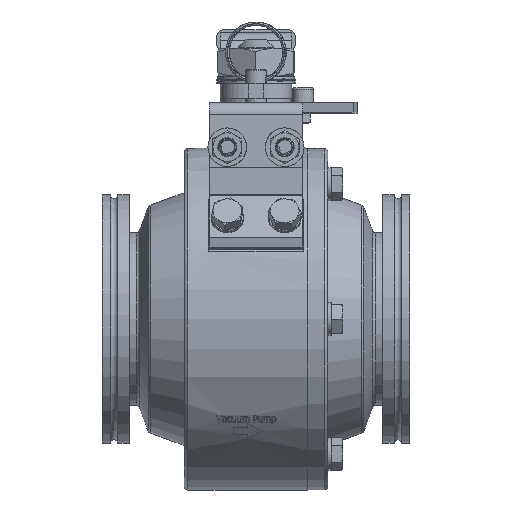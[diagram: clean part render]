
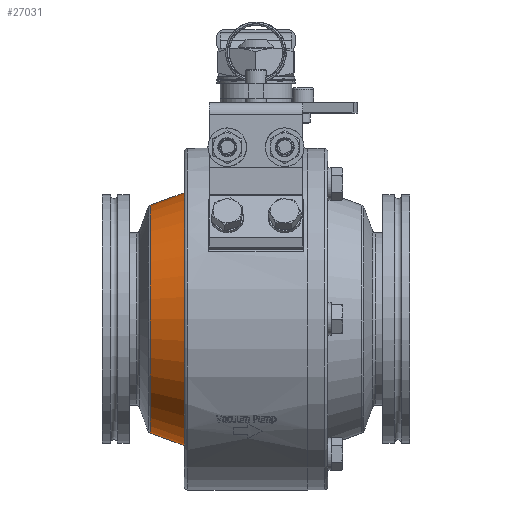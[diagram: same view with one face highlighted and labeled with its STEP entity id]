
A CAD part, top view. The second image highlights one B-rep face of the part: STEP entity #27031.
In plain terms, the highlighted conical face has half-angle 20 degrees and reference radius 53.181 mm.
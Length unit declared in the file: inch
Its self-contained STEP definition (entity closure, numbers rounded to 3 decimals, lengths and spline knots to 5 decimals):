
#737=CONICAL_SURFACE('',#28641,2.09375,0.349);
#2807=FACE_OUTER_BOUND('',#4079,.T.);
#4079=EDGE_LOOP('',(#20180,#20181,#20182,#20183,#20184,#20185,#20186));
#5639=LINE('',#42939,#7833);
#7833=VECTOR('',#31958,2.09375);
#9735=CIRCLE('',#28585,2.20143);
#9736=CIRCLE('',#28586,2.20143);
#9784=CIRCLE('',#28642,1.98607);
#9785=CIRCLE('',#28643,1.98607);
#9786=CIRCLE('',#28644,1.98607);
#11268=VERTEX_POINT('',#41823);
#11269=VERTEX_POINT('',#41824);
#11391=VERTEX_POINT('',#42938);
#11392=VERTEX_POINT('',#42940);
#11393=VERTEX_POINT('',#42942);
#14786=EDGE_CURVE('',#11268,#11269,#9735,.T.);
#14787=EDGE_CURVE('',#11269,#11268,#9736,.T.);
#14973=EDGE_CURVE('',#11269,#11391,#5639,.T.);
#14974=EDGE_CURVE('',#11391,#11392,#9784,.T.);
#14975=EDGE_CURVE('',#11392,#11393,#9785,.T.);
#14976=EDGE_CURVE('',#11393,#11391,#9786,.T.);
#20180=ORIENTED_EDGE('',*,*,#14786,.F.);
#20181=ORIENTED_EDGE('',*,*,#14787,.F.);
#20182=ORIENTED_EDGE('',*,*,#14973,.T.);
#20183=ORIENTED_EDGE('',*,*,#14974,.T.);
#20184=ORIENTED_EDGE('',*,*,#14975,.T.);
#20185=ORIENTED_EDGE('',*,*,#14976,.T.);
#20186=ORIENTED_EDGE('',*,*,#14973,.F.);
#27031=ADVANCED_FACE('',(#2807),#737,.T.);
#28585=AXIS2_PLACEMENT_3D('',#41825,#31798,#31799);
#28586=AXIS2_PLACEMENT_3D('',#41826,#31800,#31801);
#28641=AXIS2_PLACEMENT_3D('',#42937,#31956,#31957);
#28642=AXIS2_PLACEMENT_3D('',#42941,#31959,#31960);
#28643=AXIS2_PLACEMENT_3D('',#42943,#31961,#31962);
#28644=AXIS2_PLACEMENT_3D('',#42944,#31963,#31964);
#31798=DIRECTION('center_axis',(1.,0.,0.));
#31799=DIRECTION('ref_axis',(0.,1.,0.));
#31800=DIRECTION('center_axis',(1.,0.,0.));
#31801=DIRECTION('ref_axis',(0.,1.,0.));
#31956=DIRECTION('center_axis',(1.,0.,0.));
#31957=DIRECTION('ref_axis',(0.,1.,0.));
#31958=DIRECTION('',(-0.94,0.342,0.));
#31959=DIRECTION('center_axis',(1.,0.,0.));
#31960=DIRECTION('ref_axis',(0.,1.,0.));
#31961=DIRECTION('center_axis',(1.,0.,0.));
#31962=DIRECTION('ref_axis',(0.,1.,0.));
#31963=DIRECTION('center_axis',(1.,0.,0.));
#31964=DIRECTION('ref_axis',(0.,1.,0.));
#41823=CARTESIAN_POINT('',(-1.25,2.18868,0.00856));
#41824=CARTESIAN_POINT('',(-1.25,-2.21419,0.00856));
#41825=CARTESIAN_POINT('Origin',(-1.25,-0.01276,0.00856));
#41826=CARTESIAN_POINT('Origin',(-1.25,-0.01276,0.00856));
#42937=CARTESIAN_POINT('Origin',(-1.54586,-0.01276,0.00856));
#42938=CARTESIAN_POINT('',(-1.84171,-1.99883,0.00856));
#42939=CARTESIAN_POINT('',(-1.54586,-2.10651,0.00856));
#42940=CARTESIAN_POINT('',(-1.84171,1.97331,0.00856));
#42941=CARTESIAN_POINT('Origin',(-1.84171,-0.01276,
0.00856));
#42942=CARTESIAN_POINT('',(-1.84171,-0.01276,1.99463));
#42943=CARTESIAN_POINT('Origin',(-1.84171,-0.01276,
0.00856));
#42944=CARTESIAN_POINT('Origin',(-1.84171,-0.01276,
0.00856));
